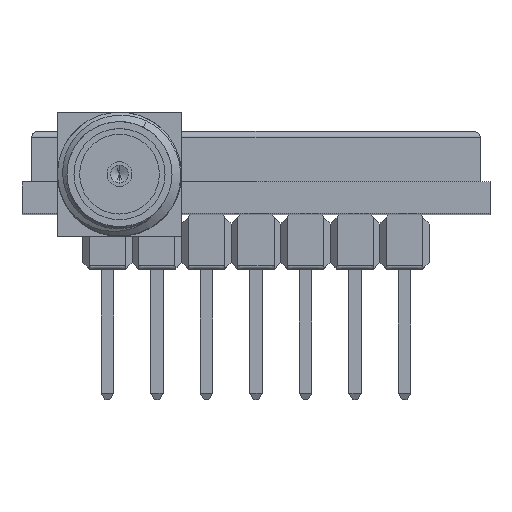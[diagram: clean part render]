
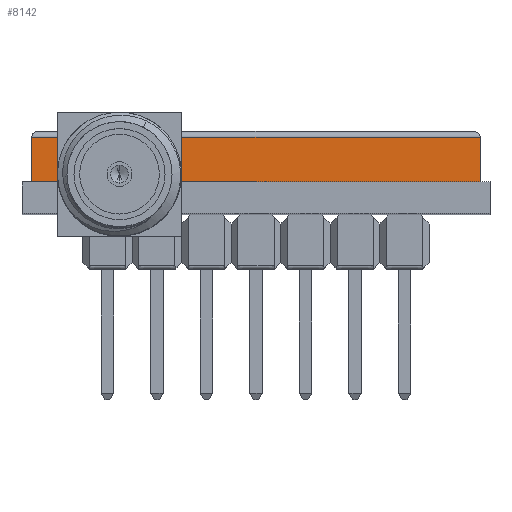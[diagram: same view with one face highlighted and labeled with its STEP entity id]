
A CAD part, top view. The second image highlights one B-rep face of the part: STEP entity #8142.
In plain terms, the highlighted planar face has unit normal (0, 0, 1).
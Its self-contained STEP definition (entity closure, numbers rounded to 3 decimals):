
#73 = VECTOR ( 'NONE', #13729, 1000. ) ;
#675 = EDGE_LOOP ( 'NONE', ( #9964, #4671, #7527, #11519 ) ) ;
#1272 = LINE ( 'NONE', #3300, #11079 ) ;
#2333 = DIRECTION ( 'NONE',  ( -1., 0., 0. ) ) ;
#2731 = AXIS2_PLACEMENT_3D ( 'NONE', #8549, #12065, #8766 ) ;
#3022 = EDGE_CURVE ( 'NONE', #9469, #14084, #1272, .T. ) ;
#3256 = CARTESIAN_POINT ( 'NONE',  ( 0.5, 4.2, -5.5 ) ) ;
#3300 = CARTESIAN_POINT ( 'NONE',  ( 0.5, 3.9, -5.5 ) ) ;
#3720 = LINE ( 'NONE', #7134, #73 ) ;
#4630 = VECTOR ( 'NONE', #6376, 1000. ) ;
#4671 = ORIENTED_EDGE ( 'NONE', *, *, #3022, .T. ) ;
#5270 = CARTESIAN_POINT ( 'NONE',  ( 23.5, 1.6, -5.5 ) ) ;
#6376 = DIRECTION ( 'NONE',  ( 0., -1., 0. ) ) ;
#6518 = DIRECTION ( 'NONE',  ( 0., -1., 0. ) ) ;
#6923 = VERTEX_POINT ( 'NONE', #10516 ) ;
#7134 = CARTESIAN_POINT ( 'NONE',  ( 0.5, 1.6, -5.5 ) ) ;
#7389 = CARTESIAN_POINT ( 'NONE',  ( 23.5, 3.9, -5.5 ) ) ;
#7527 = ORIENTED_EDGE ( 'NONE', *, *, #11212, .T. ) ;
#7720 = LINE ( 'NONE', #14528, #11762 ) ;
#7764 = CARTESIAN_POINT ( 'NONE',  ( 0.5, 3.9, -5.5 ) ) ;
#7870 = VERTEX_POINT ( 'NONE', #5270 ) ;
#8142 = ADVANCED_FACE ( 'NONE', ( #11987 ), #10806, .F. ) ;
#8549 = CARTESIAN_POINT ( 'NONE',  ( 0.5, 4.2, -5.5 ) ) ;
#8766 = DIRECTION ( 'NONE',  ( -1., 0., 0. ) ) ;
#8810 = LINE ( 'NONE', #3256, #4630 ) ;
#9469 = VERTEX_POINT ( 'NONE', #7389 ) ;
#9835 = EDGE_CURVE ( 'NONE', #6923, #7870, #3720, .T. ) ;
#9964 = ORIENTED_EDGE ( 'NONE', *, *, #11130, .F. ) ;
#10516 = CARTESIAN_POINT ( 'NONE',  ( 0.5, 1.6, -5.5 ) ) ;
#10806 = PLANE ( 'NONE',  #2731 ) ;
#11079 = VECTOR ( 'NONE', #2333, 1000. ) ;
#11130 = EDGE_CURVE ( 'NONE', #9469, #7870, #7720, .T. ) ;
#11212 = EDGE_CURVE ( 'NONE', #14084, #6923, #8810, .T. ) ;
#11519 = ORIENTED_EDGE ( 'NONE', *, *, #9835, .T. ) ;
#11762 = VECTOR ( 'NONE', #6518, 1000. ) ;
#11987 = FACE_OUTER_BOUND ( 'NONE', #675, .T. ) ;
#12065 = DIRECTION ( 'NONE',  ( 0., 0., -1. ) ) ;
#13729 = DIRECTION ( 'NONE',  ( 1., 0., 0. ) ) ;
#14084 = VERTEX_POINT ( 'NONE', #7764 ) ;
#14528 = CARTESIAN_POINT ( 'NONE',  ( 23.5, 4.2, -5.5 ) ) ;
